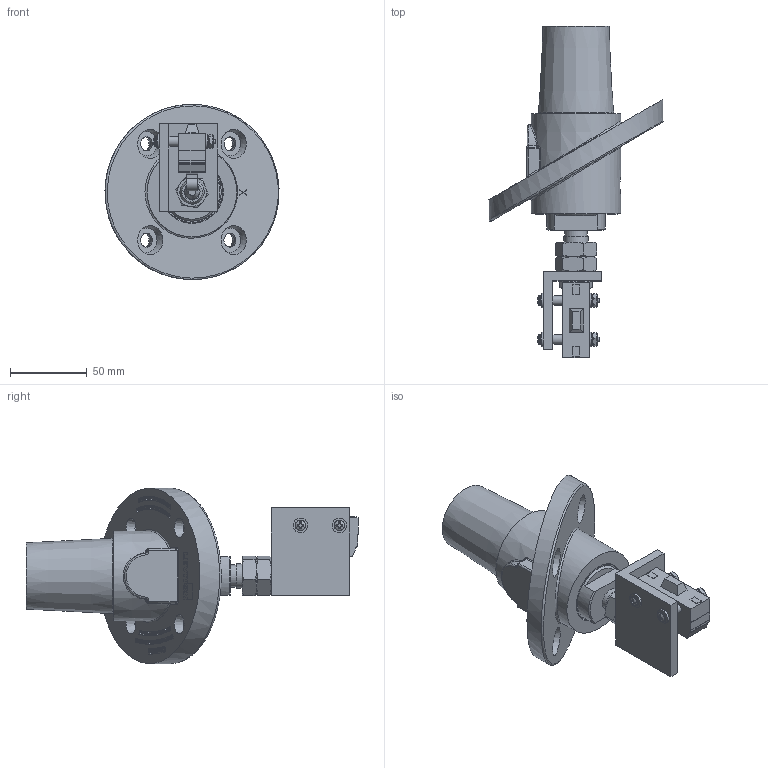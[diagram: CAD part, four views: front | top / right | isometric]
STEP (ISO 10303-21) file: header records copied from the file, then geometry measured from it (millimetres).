
FILE_DESCRIPTION (( 'STEP AP214' ), '1' );
FILE_NAME ('CATSTD-17RSW-0SX-M01.STEP', '2021-01-06T13:48:01', ( '' ), ( '' ), 'SwSTEP 2.0', 'SolidWorks 2020', '' );
FILE_SCHEMA (( 'AUTOMOTIVE_DESIGN' ));
Length unit declared in the file: inch
Products named in the file (1): CATSTD-17RSW-0SX-M01
Bounding box: 113.49 x 216.53 x 114.27 mm (x, y, z)
Volume: 417021.1 mm3; surface area: 87566.2 mm2
Topology: 13 solids, 18 shells, 1562 faces, 4037 edges, 2671 vertices
Faces by surface type: plane 972, bspline 384, cone 99, cylinder 92, sphere 8, torus 7
Full cylindrical faces by diameter (mm): 2.438 x1, 2.692 x2, 3.505 x2, 3.556 x2, 3.569 x2, 3.658 x2, 3.937 x4, 5.08 x1, 6.35 x3, 6.858 x2, 7.95 x1, 9.017 x4, 9.525 x6, 10.49 x1, 14.529 x1, 15.875 x2, 28.575 x1, 38.1 x3, 43.581 x1, 58.42 x1, 63.5 x1
Entity records: 91143 total; most frequent: CARTESIAN_POINT 35952, ORIENTED_EDGE 7852, DIRECTION 5595, EDGE_CURVE 3926, LINE 2641, VERTEX_POINT 2641, VECTOR 2641, EDGE_LOOP 1841
